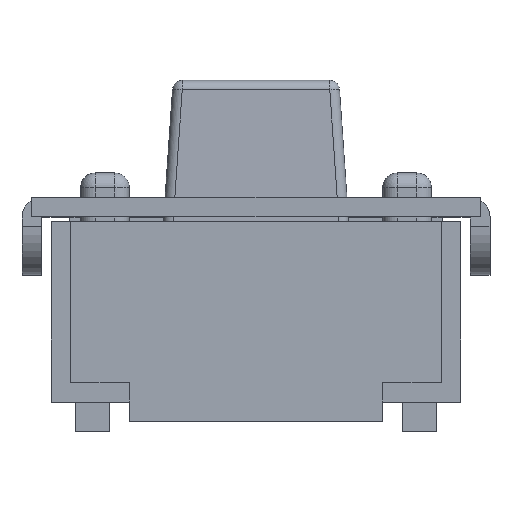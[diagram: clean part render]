
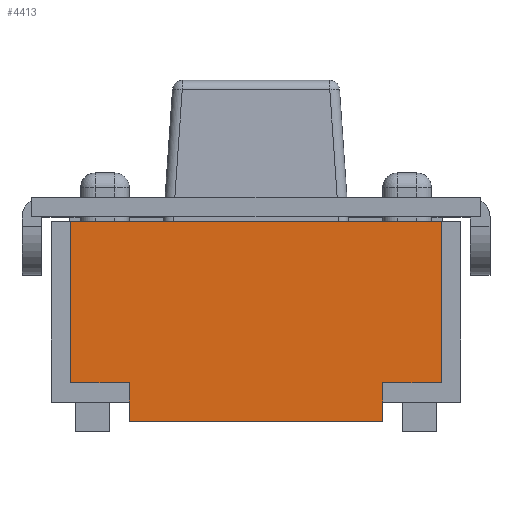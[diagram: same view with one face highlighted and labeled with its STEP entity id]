
A CAD part, top view. The second image highlights one B-rep face of the part: STEP entity #4413.
In plain terms, the highlighted planar face has unit normal (0, 0, 1).
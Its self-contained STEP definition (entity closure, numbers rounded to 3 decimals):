
#38=DIRECTION('',(0.,-1.,0.));
#39=VECTOR('',#38,0.4);
#40=CARTESIAN_POINT('',(1.3,-0.625,0.85));
#41=LINE('',#40,#39);
#42=DIRECTION('',(1.,0.,0.));
#43=VECTOR('',#42,0.6);
#44=CARTESIAN_POINT('',(-1.9,-0.625,0.85));
#45=LINE('',#44,#43);
#46=DIRECTION('',(0.,-1.,0.));
#47=VECTOR('',#46,1.65);
#48=CARTESIAN_POINT('',(-1.9,1.025,0.85));
#49=LINE('',#48,#47);
#50=DIRECTION('',(-1.,0.,0.));
#51=VECTOR('',#50,3.8);
#52=CARTESIAN_POINT('',(1.9,1.025,0.85));
#53=LINE('',#52,#51);
#54=DIRECTION('',(0.,-1.,0.));
#55=VECTOR('',#54,1.65);
#56=CARTESIAN_POINT('',(1.9,1.025,0.85));
#57=LINE('',#56,#55);
#58=DIRECTION('',(-1.,0.,0.));
#59=VECTOR('',#58,0.6);
#60=CARTESIAN_POINT('',(1.9,-0.625,0.85));
#61=LINE('',#60,#59);
#378=DIRECTION('',(0.,-1.,0.));
#379=VECTOR('',#378,0.4);
#380=CARTESIAN_POINT('',(-1.3,-0.625,0.85));
#381=LINE('',#380,#379);
#418=DIRECTION('',(-1.,0.,0.));
#419=VECTOR('',#418,2.6);
#420=CARTESIAN_POINT('',(1.3,-1.025,0.85));
#421=LINE('',#420,#419);
#3486=CARTESIAN_POINT('',(-1.3,-0.625,0.85));
#3488=VERTEX_POINT('',#3486);
#3490=CARTESIAN_POINT('',(1.3,-0.625,0.85));
#3492=VERTEX_POINT('',#3490);
#3502=CARTESIAN_POINT('',(-1.9,1.025,0.85));
#3503=CARTESIAN_POINT('',(-1.9,-0.625,0.85));
#3504=VERTEX_POINT('',#3502);
#3505=VERTEX_POINT('',#3503);
#3524=CARTESIAN_POINT('',(1.9,1.025,0.85));
#3525=CARTESIAN_POINT('',(1.9,-0.625,0.85));
#3526=VERTEX_POINT('',#3524);
#3527=VERTEX_POINT('',#3525);
#3643=CARTESIAN_POINT('',(1.3,-1.025,0.85));
#3645=VERTEX_POINT('',#3643);
#3646=CARTESIAN_POINT('',(-1.3,-1.025,0.85));
#3647=VERTEX_POINT('',#3646);
#4390=CARTESIAN_POINT('',(0.,0.,0.85));
#4391=DIRECTION('',(0.,0.,1.));
#4392=DIRECTION('',(1.,0.,0.));
#4393=AXIS2_PLACEMENT_3D('',#4390,#4391,#4392);
#4394=PLANE('',#4393);
#4396=ORIENTED_EDGE('',*,*,#4395,.T.);
#4398=ORIENTED_EDGE('',*,*,#4397,.T.);
#4400=ORIENTED_EDGE('',*,*,#4399,.F.);
#4402=ORIENTED_EDGE('',*,*,#4401,.F.);
#4404=ORIENTED_EDGE('',*,*,#4403,.F.);
#4406=ORIENTED_EDGE('',*,*,#4405,.F.);
#4408=ORIENTED_EDGE('',*,*,#4407,.T.);
#4410=ORIENTED_EDGE('',*,*,#4409,.T.);
#4411=EDGE_LOOP('',(#4396,#4398,#4400,#4402,#4404,#4406,#4408,#4410));
#4412=FACE_OUTER_BOUND('',#4411,.F.);
#4413=ADVANCED_FACE('',(#4412),#4394,.T.);
#4395=EDGE_CURVE('',#3492,#3645,#41,.T.);
#4397=EDGE_CURVE('',#3645,#3647,#421,.T.);
#4399=EDGE_CURVE('',#3488,#3647,#381,.T.);
#4401=EDGE_CURVE('',#3505,#3488,#45,.T.);
#4403=EDGE_CURVE('',#3504,#3505,#49,.T.);
#4405=EDGE_CURVE('',#3526,#3504,#53,.T.);
#4407=EDGE_CURVE('',#3526,#3527,#57,.T.);
#4409=EDGE_CURVE('',#3527,#3492,#61,.T.);
